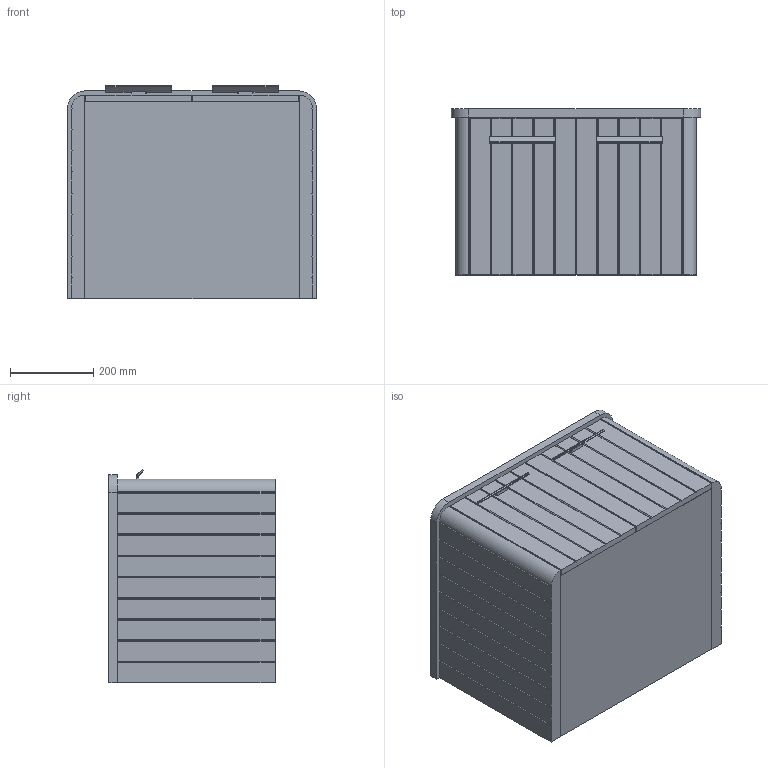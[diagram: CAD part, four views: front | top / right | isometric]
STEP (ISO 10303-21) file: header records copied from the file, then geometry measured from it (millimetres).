
FILE_DESCRIPTION (( 'STEP AP214' ), '1' );
FILE_NAME ('Kado Neue 600 All Door.STEP', '2019-07-10T04:15:41', ( '' ), ( '' ), 'SwSTEP 2.0', 'SolidWorks 2015', '' );
FILE_SCHEMA (( 'AUTOMOTIVE_DESIGN' ));
Length unit declared in the file: millimetre
Products named in the file (3): Hammer; Kado Neue 600 All Door
Assembly tree (3 placements, depth 2):
  Kado Neue 600 All Door
    Kado Neue 600 All Door
    Hammer  x2
Bounding box: 600 x 400 x 513.57 mm (x, y, z)
Volume: 35873099.5 mm3; surface area: 3859344.9 mm2
Topology: 8 solids, 8 shells, 207 faces, 530 edges, 332 vertices
Faces by surface type: plane 139, cylinder 48, sphere 20
Entity records: 5104 total; most frequent: CARTESIAN_POINT 889, ORIENTED_EDGE 850, DIRECTION 819, EDGE_CURVE 425, LINE 363, VECTOR 363, VERTEX_POINT 274, AXIS2_PLACEMENT_3D 228
